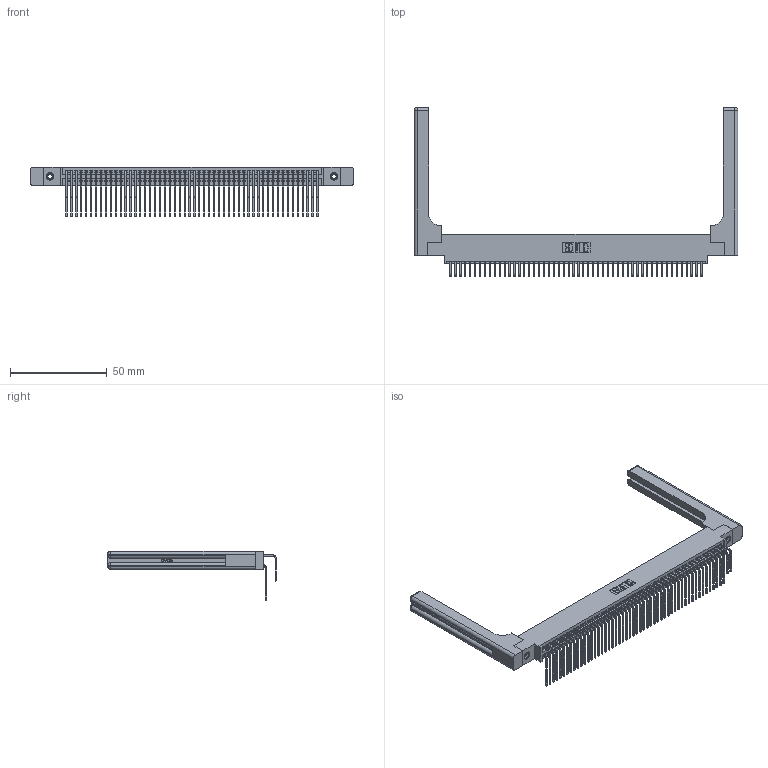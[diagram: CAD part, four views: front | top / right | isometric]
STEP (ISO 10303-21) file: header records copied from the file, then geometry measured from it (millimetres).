
FILE_DESCRIPTION (( 'STEP AP203' ), '1' );
FILE_NAME ('345-104-558-858.STEP', '2019-11-03T13:19:58', ( '' ), ( '' ), 'SwSTEP 2.0', 'SolidWorks 2016', '' );
FILE_SCHEMA (( 'CONFIG_CONTROL_DESIGN' ));
Length unit declared in the file: inch
Products named in the file (6): 345-292-001_558 559 Tail - 1; 345-250-001_345-250-001-102; 345 Part_0.170 Offset - 0.156 Dia-TH; 345-104-558-858; 345-292-001_558 Tail - 2; 345-220-058_345-220-058
Assembly tree (109 placements, depth 2):
  345-104-558-858
    345 Part_0.170 Offset - 0.156 Dia-TH
    345-292-001_558 559 Tail - 1  x52
    345-292-001_558 Tail - 2  x52
    345-250-001_345-250-001-102  x2
    345-220-058_345-220-058  x2
Bounding box: 167.11 x 87.11 x 25.53 mm (x, y, z)
Volume: 25287.4 mm3; surface area: 33068.6 mm2
Topology: 109 solids, 109 shells, 5794 faces, 17139 edges, 11266 vertices
Faces by surface type: plane 3872, cylinder 1862, bspline 36, cone 12, sphere 8, torus 4
Entity records: 46420 total; most frequent: CARTESIAN_POINT 8812, ORIENTED_EDGE 7492, DIRECTION 6662, EDGE_CURVE 3746, VECTOR 3274, LINE 3274, VERTEX_POINT 2486, AXIS2_PLACEMENT_3D 1694
